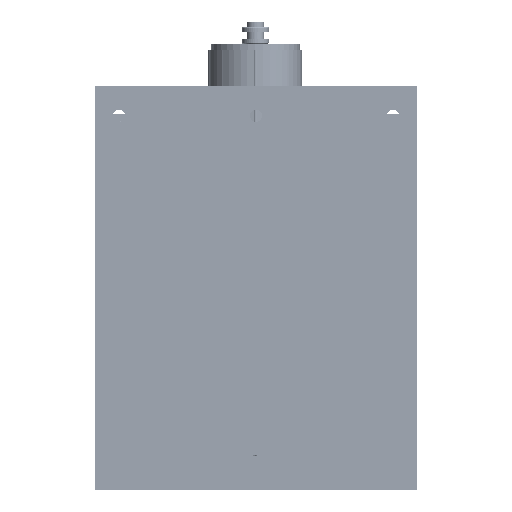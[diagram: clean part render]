
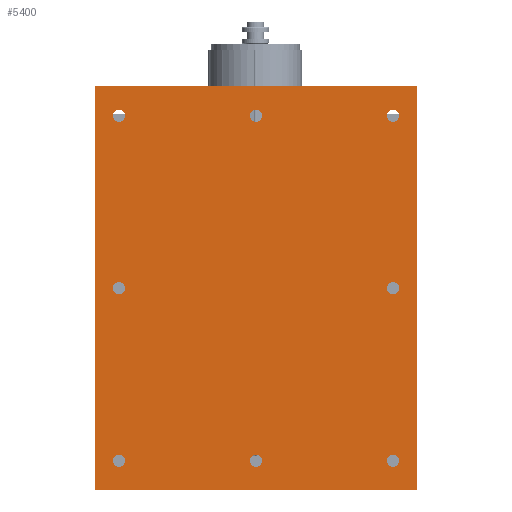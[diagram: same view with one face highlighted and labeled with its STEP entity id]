
A CAD part, front view. The second image highlights one B-rep face of the part: STEP entity #5400.
In plain terms, the highlighted planar face has unit normal (0, -1, 0).
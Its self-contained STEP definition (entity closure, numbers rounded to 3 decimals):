
#120=CARTESIAN_POINT('',(-419.1,-1371.023,
716.715));
#130=VERTEX_POINT('',#120);
#280=CARTESIAN_POINT('',(419.1,-1371.023,
716.715));
#290=VERTEX_POINT('',#280);
#320=CARTESIAN_POINT('',(66.014,-1371.023,
716.715));
#330=DIRECTION('',(-1.,0.,0.));
#340=VECTOR('',#330,1.);
#350=LINE('',#320,#340);
#360=EDGE_CURVE('',#290,#130,#350,.T.);
#520=CARTESIAN_POINT('',(371.475,-1371.023,
-254.835));
#530=VERTEX_POINT('',#520);
#560=CARTESIAN_POINT('',(355.6,-1371.023,
-254.835));
#570=DIRECTION('',(0.,-1.,0.));
#580=DIRECTION('',(1.,0.,0.));
#590=AXIS2_PLACEMENT_3D('',#560,#570,#580);
#600=CIRCLE('',#590,15.875);
#610=CARTESIAN_POINT('',(339.725,-1371.023,
-254.835));
#620=VERTEX_POINT('',#610);
#630=EDGE_CURVE('',#620,#530,#600,.T.);
#940=CARTESIAN_POINT('',(371.475,-1371.023,
192.84));
#950=VERTEX_POINT('',#940);
#980=CARTESIAN_POINT('',(355.6,-1371.023,
192.84));
#990=DIRECTION('',(0.,-1.,0.));
#1000=DIRECTION('',(1.,0.,0.));
#1010=AXIS2_PLACEMENT_3D('',#980,#990,#1000);
#1020=CIRCLE('',#1010,15.875);
#1030=CARTESIAN_POINT('',(339.725,-1371.023,
192.84));
#1040=VERTEX_POINT('',#1030);
#1050=EDGE_CURVE('',#1040,#950,#1020,.T.);
#1340=CARTESIAN_POINT('',(419.1,-1371.023,
-331.035));
#1350=VERTEX_POINT('',#1340);
#1520=CARTESIAN_POINT('',(-419.1,-1371.023,
-331.035));
#1530=VERTEX_POINT('',#1520);
#1560=CARTESIAN_POINT('',(66.014,-1371.023,
-331.035));
#1570=DIRECTION('',(1.,0.,0.));
#1580=VECTOR('',#1570,1.);
#1590=LINE('',#1560,#1580);
#1600=EDGE_CURVE('',#1530,#1350,#1590,.T.);
#1760=CARTESIAN_POINT('',(371.475,-1371.023,
640.515));
#1770=VERTEX_POINT('',#1760);
#1800=CARTESIAN_POINT('',(355.6,-1371.023,
640.515));
#1810=DIRECTION('',(0.,-1.,0.));
#1820=DIRECTION('',(1.,0.,0.));
#1830=AXIS2_PLACEMENT_3D('',#1800,#1810,#1820);
#1840=CIRCLE('',#1830,15.875);
#1850=CARTESIAN_POINT('',(339.725,-1371.023,
640.515));
#1860=VERTEX_POINT('',#1850);
#1870=EDGE_CURVE('',#1860,#1770,#1840,.T.);
#3280=CARTESIAN_POINT('',(-339.725,-1371.023,
192.84));
#3290=VERTEX_POINT('',#3280);
#3320=CARTESIAN_POINT('',(-355.6,-1371.023,
192.84));
#3330=DIRECTION('',(0.,-1.,0.));
#3340=DIRECTION('',(1.,0.,0.));
#3350=AXIS2_PLACEMENT_3D('',#3320,#3330,#3340);
#3360=CIRCLE('',#3350,15.875);
#3370=CARTESIAN_POINT('',(-371.475,-1371.023,
192.84));
#3380=VERTEX_POINT('',#3370);
#3390=EDGE_CURVE('',#3380,#3290,#3360,.T.);
#3600=CARTESIAN_POINT('',(15.875,-1371.023,
640.515));
#3610=VERTEX_POINT('',#3600);
#3640=CARTESIAN_POINT('',(0.,-1371.023,
640.515));
#3650=DIRECTION('',(0.,-1.,0.));
#3660=DIRECTION('',(1.,0.,0.));
#3670=AXIS2_PLACEMENT_3D('',#3640,#3650,#3660);
#3680=CIRCLE('',#3670,15.875);
#3690=CARTESIAN_POINT('',(-15.875,-1371.023,
640.515));
#3700=VERTEX_POINT('',#3690);
#3710=EDGE_CURVE('',#3700,#3610,#3680,.T.);
#3920=CARTESIAN_POINT('',(-339.725,-1371.023,
640.515));
#3930=VERTEX_POINT('',#3920);
#3960=CARTESIAN_POINT('',(-355.6,-1371.023,
640.515));
#3970=DIRECTION('',(0.,-1.,0.));
#3980=DIRECTION('',(1.,0.,0.));
#3990=AXIS2_PLACEMENT_3D('',#3960,#3970,#3980);
#4000=CIRCLE('',#3990,15.875);
#4010=CARTESIAN_POINT('',(-371.475,-1371.023,
640.515));
#4020=VERTEX_POINT('',#4010);
#4030=EDGE_CURVE('',#4020,#3930,#4000,.T.);
#4240=CARTESIAN_POINT('',(-339.725,-1371.023,
-254.835));
#4250=VERTEX_POINT('',#4240);
#4280=CARTESIAN_POINT('',(-355.6,-1371.023,
-254.835));
#4290=DIRECTION('',(0.,-1.,0.));
#4300=DIRECTION('',(1.,0.,0.));
#4310=AXIS2_PLACEMENT_3D('',#4280,#4290,#4300);
#4320=CIRCLE('',#4310,15.875);
#4330=CARTESIAN_POINT('',(-371.475,-1371.023,
-254.835));
#4340=VERTEX_POINT('',#4330);
#4350=EDGE_CURVE('',#4340,#4250,#4320,.T.);
#4560=CARTESIAN_POINT('',(15.875,-1371.023,
-254.835));
#4570=VERTEX_POINT('',#4560);
#4600=CARTESIAN_POINT('',(0.,-1371.023,
-254.835));
#4610=DIRECTION('',(0.,-1.,0.));
#4620=DIRECTION('',(1.,0.,0.));
#4630=AXIS2_PLACEMENT_3D('',#4600,#4610,#4620);
#4640=CIRCLE('',#4630,15.875);
#4650=CARTESIAN_POINT('',(-15.875,-1371.023,
-254.835));
#4660=VERTEX_POINT('',#4650);
#4670=EDGE_CURVE('',#4660,#4570,#4640,.T.);
#4790=CARTESIAN_POINT('',(-502.92,-1371.023,
861.12));
#4800=DIRECTION('',(0.,1.,0.));
#4810=DIRECTION('',(0.,0.,-1.));
#4820=AXIS2_PLACEMENT_3D('',#4790,#4800,#4810);
#4830=PLANE('',#4820);
#4840=ORIENTED_EDGE('',*,*,#1600,.T.);
#4850=CARTESIAN_POINT('',(-419.1,-1371.023,
487.68));
#4860=DIRECTION('',(0.,0.,-1.));
#4870=VECTOR('',#4860,1.);
#4880=LINE('',#4850,#4870);
#4890=EDGE_CURVE('',#130,#1530,#4880,.T.);
#4900=ORIENTED_EDGE('',*,*,#4890,.T.);
#4910=ORIENTED_EDGE('',*,*,#360,.T.);
#4920=CARTESIAN_POINT('',(419.1,-1371.023,
487.68));
#4930=DIRECTION('',(0.,0.,1.));
#4940=VECTOR('',#4930,1.);
#4950=LINE('',#4920,#4940);
#4960=EDGE_CURVE('',#1350,#290,#4950,.T.);
#4970=ORIENTED_EDGE('',*,*,#4960,.T.);
#4980=EDGE_LOOP('',(#4970,#4910,#4900,#4840));
#4990=FACE_OUTER_BOUND('',#4980,.T.);
#5000=EDGE_CURVE('',#3290,#3380,#3360,.T.);
#5010=ORIENTED_EDGE('',*,*,#5000,.F.);
#5020=ORIENTED_EDGE('',*,*,#3390,.F.);
#5030=EDGE_LOOP('',(#5020,#5010));
#5040=FACE_BOUND('',#5030,.T.);
#5050=EDGE_CURVE('',#530,#620,#600,.T.);
#5060=ORIENTED_EDGE('',*,*,#5050,.F.);
#5070=ORIENTED_EDGE('',*,*,#630,.F.);
#5080=EDGE_LOOP('',(#5070,#5060));
#5090=FACE_BOUND('',#5080,.T.);
#5100=EDGE_CURVE('',#3930,#4020,#4000,.T.);
#5110=ORIENTED_EDGE('',*,*,#5100,.F.);
#5120=ORIENTED_EDGE('',*,*,#4030,.F.);
#5130=EDGE_LOOP('',(#5120,#5110));
#5140=FACE_BOUND('',#5130,.T.);
#5150=EDGE_CURVE('',#4250,#4340,#4320,.T.);
#5160=ORIENTED_EDGE('',*,*,#5150,.F.);
#5170=ORIENTED_EDGE('',*,*,#4350,.F.);
#5180=EDGE_LOOP('',(#5170,#5160));
#5190=FACE_BOUND('',#5180,.T.);
#5200=EDGE_CURVE('',#3610,#3700,#3680,.T.);
#5210=ORIENTED_EDGE('',*,*,#5200,.F.);
#5220=ORIENTED_EDGE('',*,*,#3710,.F.);
#5230=EDGE_LOOP('',(#5220,#5210));
#5240=FACE_BOUND('',#5230,.T.);
#5250=EDGE_CURVE('',#950,#1040,#1020,.T.);
#5260=ORIENTED_EDGE('',*,*,#5250,.F.);
#5270=ORIENTED_EDGE('',*,*,#1050,.F.);
#5280=EDGE_LOOP('',(#5270,#5260));
#5290=FACE_BOUND('',#5280,.T.);
#5300=EDGE_CURVE('',#1770,#1860,#1840,.T.);
#5310=ORIENTED_EDGE('',*,*,#5300,.F.);
#5320=ORIENTED_EDGE('',*,*,#1870,.F.);
#5330=EDGE_LOOP('',(#5320,#5310));
#5340=FACE_BOUND('',#5330,.T.);
#5350=EDGE_CURVE('',#4570,#4660,#4640,.T.);
#5360=ORIENTED_EDGE('',*,*,#5350,.F.);
#5370=ORIENTED_EDGE('',*,*,#4670,.F.);
#5380=EDGE_LOOP('',(#5370,#5360));
#5390=FACE_BOUND('',#5380,.T.);
#5400=ADVANCED_FACE('',(#4990,#5040,#5090,#5140,#5190,#5240,#5290,#5340,
#5390),#4830,.F.);
